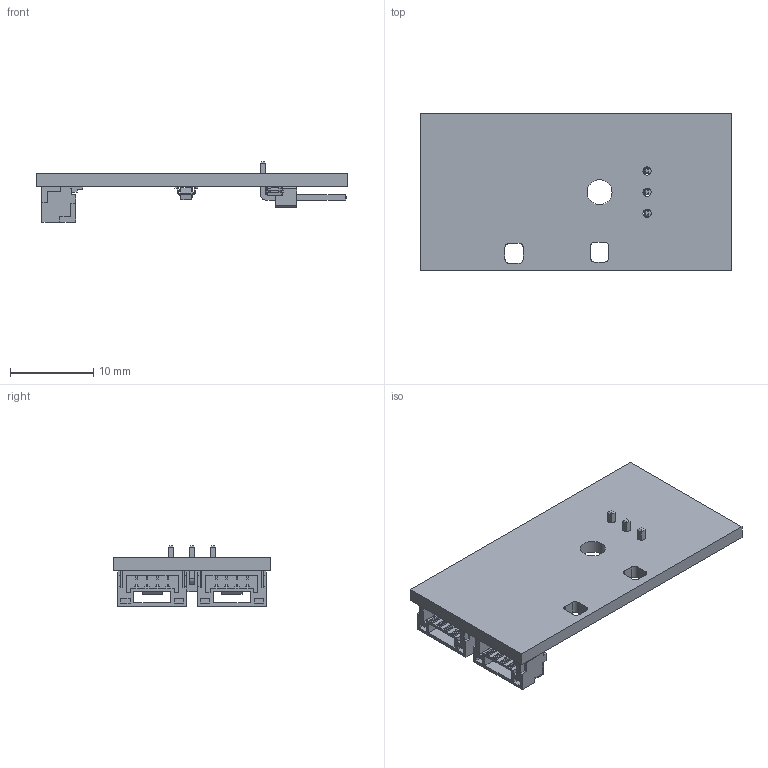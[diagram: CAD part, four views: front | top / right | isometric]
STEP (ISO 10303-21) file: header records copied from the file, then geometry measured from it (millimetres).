
FILE_DESCRIPTION(('KiCad electronic assembly'),'2;1');
FILE_NAME('TFRPM01D.step','2022-09-26T14:43:47',('Pcbnew'),('Kicad'), 'Open CASCADE STEP processor 7.5','KiCad to STEP converter','Unknown' );
FILE_SCHEMA(('AUTOMOTIVE_DESIGN { 1 0 10303 214 1 1 1 1 }'));
Length unit declared in the file: millimetre
Products named in the file (10): TFRPM01D 1; PinHeader_1x03_P2.54mm_Horizontal; SOLID; SOT-23-5; JST_GH_SM04B-GHS-TB_1x04-1MP_P1.25mm_Horizontal; SOT-353_SC-70-5; tmpo2zc8kg1 PCB
Assembly tree (10 placements, depth 3):
  TFRPM01D 1
    PinHeader_1x03_P2.54mm_Horizontal
      SOLID
    SOT-23-5
      SOLID
    JST_GH_SM04B-GHS-TB_1x04-1MP_P1.25mm_Horizontal  x2
      SOLID
    SOT-353_SC-70-5
      SOLID
    tmpo2zc8kg1 PCB
Bounding box: 37.5 x 19 x 7.25 mm (x, y, z)
Volume: 1348 mm3; surface area: 2423.5 mm2
Topology: 6 solids, 6 shells, 730 faces, 1950 edges, 1254 vertices
Faces by surface type: bspline 704, plane 14, cylinder 12
Full cylindrical faces by diameter (mm): 1 x3, 3 x1
Entity records: 33997 total; most frequent: CARTESIAN_POINT 11821, B_SPLINE_CURVE_WITH_KNOTS 3749, ORIENTED_EDGE 2758, PCURVE 2758, DEFINITIONAL_REPRESENTATION 2758, EDGE_CURVE 1379, SURFACE_CURVE 1375, VERTEX_POINT 876
